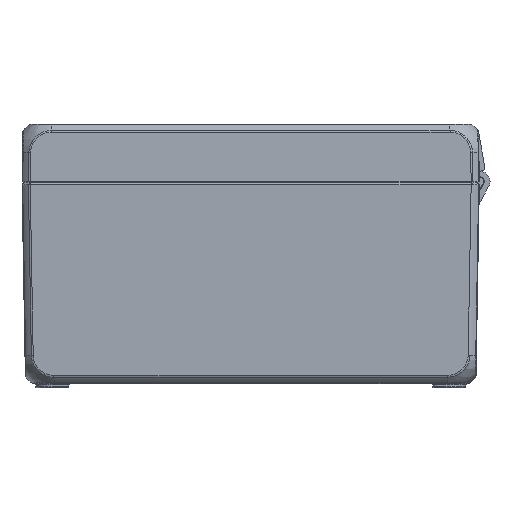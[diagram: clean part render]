
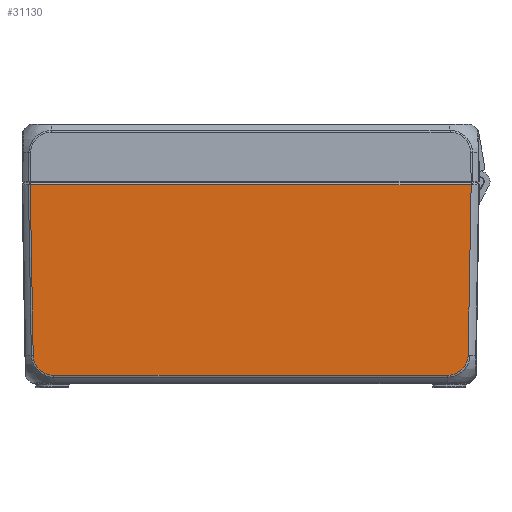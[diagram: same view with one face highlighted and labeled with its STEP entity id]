
A CAD part, front view. The second image highlights one B-rep face of the part: STEP entity #31130.
In plain terms, the highlighted planar face has unit normal (0, -1, -0.018).
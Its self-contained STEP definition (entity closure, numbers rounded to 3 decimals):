
#2422=B_SPLINE_CURVE_WITH_KNOTS('',3,(#78462,#78463,#78464,#78465,#78466,
#78467,#78468,#78469,#78470,#78471,#78472,#78473,#78474,#78475,#78476,#78477,
#78478,#78479,#78480,#78481,#78482,#78483,#78484,#78485,#78486,#78487,#78488,
#78489,#78490,#78491,#78492,#78493,#78494,#78495,#78496,#78497,#78498,#78499),
 .UNSPECIFIED.,.F.,.F.,(4,2,2,2,2,2,2,2,2,2,2,2,2,2,2,2,1,1,2,4),(0.,
0.046,0.059,0.073,0.075,
0.172,0.174,0.175,0.285,
0.422,0.481,0.658,0.801,
0.817,0.826,0.971,1.038,
1.072,1.105,1.107),.UNSPECIFIED.);
#2424=B_SPLINE_CURVE_WITH_KNOTS('',3,(#78701,#78702,#78703,#78704,#78705,
#78706,#78707,#78708,#78709,#78710,#78711,#78712,#78713,#78714,#78715,#78716,
#78717,#78718,#78719,#78720,#78721,#78722,#78723,#78724,#78725,#78726,#78727,
#78728,#78729,#78730,#78731,#78732,#78733,#78734,#78735,#78736,#78737,#78738,
#78739),.UNSPECIFIED.,.F.,.F.,(4,2,1,2,2,2,2,2,2,2,2,2,2,2,2,2,2,2,2,4),
(0.,0.002,0.033,0.065,
0.138,0.279,0.29,0.31,
0.452,0.526,0.629,0.689,
0.825,0.94,0.941,1.037,
1.042,1.053,1.067,1.112),
 .UNSPECIFIED.);
#3742=FACE_OUTER_BOUND('',#5663,.T.);
#5663=EDGE_LOOP('',(#22952,#22953,#22954,#22955,#22956,#22957));
#8672=LINE('',#61612,#10492);
#8903=LINE('',#78305,#10723);
#8906=LINE('',#78542,#10726);
#8907=LINE('',#78741,#10727);
#10492=VECTOR('',#38007,10.);
#10723=VECTOR('',#39278,10.);
#10726=VECTOR('',#39287,10.);
#10727=VECTOR('',#39292,10.);
#12667=VERTEX_POINT('',#61604);
#12669=VERTEX_POINT('',#61610);
#12983=VERTEX_POINT('',#78303);
#12985=VERTEX_POINT('',#78460);
#12986=VERTEX_POINT('',#78540);
#12987=VERTEX_POINT('',#78699);
#15865=EDGE_CURVE('',#12667,#12669,#8672,.T.);
#16507=EDGE_CURVE('',#12983,#12669,#8903,.T.);
#16510=EDGE_CURVE('',#12985,#12983,#2422,.T.);
#16514=EDGE_CURVE('',#12986,#12985,#8906,.T.);
#16516=EDGE_CURVE('',#12987,#12986,#2424,.T.);
#16517=EDGE_CURVE('',#12667,#12987,#8907,.T.);
#22952=ORIENTED_EDGE('',*,*,#16507,.F.);
#22953=ORIENTED_EDGE('',*,*,#16510,.F.);
#22954=ORIENTED_EDGE('',*,*,#16514,.F.);
#22955=ORIENTED_EDGE('',*,*,#16516,.F.);
#22956=ORIENTED_EDGE('',*,*,#16517,.F.);
#22957=ORIENTED_EDGE('',*,*,#15865,.T.);
#28238=PLANE('',#33888);
#31130=ADVANCED_FACE('',(#3742),#28238,.T.);
#33888=AXIS2_PLACEMENT_3D('',#78742,#39293,#39294);
#38007=DIRECTION('',(-1.,0.,0.));
#39278=DIRECTION('',(-0.017,-0.017,1.));
#39287=DIRECTION('',(-1.,0.,0.));
#39292=DIRECTION('',(-0.017,0.017,-1.));
#39293=DIRECTION('center_axis',(0.,-1.,-0.017));
#39294=DIRECTION('ref_axis',(-1.,0.,0.));
#61604=CARTESIAN_POINT('',(76.647,-64.,-0.8));
#61610=CARTESIAN_POINT('',(-76.647,-64.,-0.8));
#61612=CARTESIAN_POINT('',(31.,-64.,-0.8));
#78303=CARTESIAN_POINT('',(-75.611,-62.964,-60.126));
#78305=CARTESIAN_POINT('',(-76.64,-63.994,-1.161));
#78460=CARTESIAN_POINT('',(-68.447,-62.842,-67.153));
#78462=CARTESIAN_POINT('Ctrl Pts',(-68.447,-62.842,
-67.153));
#78463=CARTESIAN_POINT('Ctrl Pts',(-68.6,-62.842,
-67.153));
#78464=CARTESIAN_POINT('Ctrl Pts',(-68.754,-62.842,
-67.151));
#78465=CARTESIAN_POINT('Ctrl Pts',(-68.95,-62.842,
-67.139));
#78466=CARTESIAN_POINT('Ctrl Pts',(-68.994,-62.842,
-67.136));
#78467=CARTESIAN_POINT('Ctrl Pts',(-69.083,-62.842,
-67.128));
#78468=CARTESIAN_POINT('Ctrl Pts',(-69.129,-62.842,-67.124));
#78469=CARTESIAN_POINT('Ctrl Pts',(-69.183,-62.842,
-67.119));
#78470=CARTESIAN_POINT('Ctrl Pts',(-69.19,-62.842,
-67.118));
#78471=CARTESIAN_POINT('Ctrl Pts',(-69.519,-62.843,
-67.083));
#78472=CARTESIAN_POINT('Ctrl Pts',(-69.837,-62.844,
-67.027));
#78473=CARTESIAN_POINT('Ctrl Pts',(-70.156,-62.845,
-66.949));
#78474=CARTESIAN_POINT('Ctrl Pts',(-70.162,-62.845,
-66.947));
#78475=CARTESIAN_POINT('Ctrl Pts',(-70.172,-62.845,
-66.945));
#78476=CARTESIAN_POINT('Ctrl Pts',(-70.177,-62.845,-66.944));
#78477=CARTESIAN_POINT('Ctrl Pts',(-70.537,-62.847,
-66.853));
#78478=CARTESIAN_POINT('Ctrl Pts',(-70.886,-62.849,
-66.736));
#78479=CARTESIAN_POINT('Ctrl Pts',(-71.645,-62.855,
-66.415));
#78480=CARTESIAN_POINT('Ctrl Pts',(-72.052,-62.859,
-66.196));
#78481=CARTESIAN_POINT('Ctrl Pts',(-72.601,-62.865,-65.828));
#78482=CARTESIAN_POINT('Ctrl Pts',(-72.763,-62.867,
-65.71));
#78483=CARTESIAN_POINT('Ctrl Pts',(-73.383,-62.876,
-65.213));
#78484=CARTESIAN_POINT('Ctrl Pts',(-73.796,-62.883,-64.789));
#78485=CARTESIAN_POINT('Ctrl Pts',(-74.451,-62.898,-63.933));
#78486=CARTESIAN_POINT('Ctrl Pts',(-74.703,-62.905,-63.52));
#78487=CARTESIAN_POINT('Ctrl Pts',(-74.934,-62.914,-63.041));
#78488=CARTESIAN_POINT('Ctrl Pts',(-74.956,-62.914,
-62.991));
#78489=CARTESIAN_POINT('Ctrl Pts',(-74.991,-62.916,
-62.915));
#78490=CARTESIAN_POINT('Ctrl Pts',(-75.003,-62.916,
-62.887));
#78491=CARTESIAN_POINT('Ctrl Pts',(-75.209,-62.924,
-62.418));
#78492=CARTESIAN_POINT('Ctrl Pts',(-75.359,-62.933,-61.953));
#78493=CARTESIAN_POINT('Ctrl Pts',(-75.507,-62.945,-61.259));
#78494=CARTESIAN_POINT('Ctrl Pts',(-75.564,-62.95,
-60.926));
#78495=CARTESIAN_POINT('Ctrl Pts',(-75.605,-62.958,
-60.48));
#78496=CARTESIAN_POINT('Ctrl Pts',(-75.61,-62.962,
-60.256));
#78497=CARTESIAN_POINT('Ctrl Pts',(-75.612,-62.964,-60.138));
#78498=CARTESIAN_POINT('Ctrl Pts',(-75.612,-62.964,
-60.132));
#78499=CARTESIAN_POINT('Ctrl Pts',(-75.612,-62.964,-60.126));
#78540=CARTESIAN_POINT('',(68.446,-62.842,-67.153));
#78542=CARTESIAN_POINT('',(0.,-62.842,-67.153));
#78699=CARTESIAN_POINT('',(75.611,-62.964,-60.126));
#78701=CARTESIAN_POINT('Ctrl Pts',(75.611,-62.964,-60.126));
#78702=CARTESIAN_POINT('Ctrl Pts',(75.611,-62.964,-60.131));
#78703=CARTESIAN_POINT('Ctrl Pts',(75.611,-62.964,-60.137));
#78704=CARTESIAN_POINT('Ctrl Pts',(75.609,-62.962,-60.248));
#78705=CARTESIAN_POINT('Ctrl Pts',(75.603,-62.959,-60.458));
#78706=CARTESIAN_POINT('Ctrl Pts',(75.585,-62.955,-60.668));
#78707=CARTESIAN_POINT('Ctrl Pts',(75.549,-62.949,-61.014));
#78708=CARTESIAN_POINT('Ctrl Pts',(75.51,-62.945,-61.254));
#78709=CARTESIAN_POINT('Ctrl Pts',(75.36,-62.933,-61.953));
#78710=CARTESIAN_POINT('Ctrl Pts',(75.214,-62.925,-62.405));
#78711=CARTESIAN_POINT('Ctrl Pts',(75.011,-62.917,-62.87));
#78712=CARTESIAN_POINT('Ctrl Pts',(74.997,-62.916,-62.901));
#78713=CARTESIAN_POINT('Ctrl Pts',(74.955,-62.914,-62.995));
#78714=CARTESIAN_POINT('Ctrl Pts',(74.926,-62.913,-63.057));
#78715=CARTESIAN_POINT('Ctrl Pts',(74.688,-62.905,-63.544));
#78716=CARTESIAN_POINT('Ctrl Pts',(74.438,-62.898,-63.949));
#78717=CARTESIAN_POINT('Ctrl Pts',(74.003,-62.888,-64.519));
#78718=CARTESIAN_POINT('Ctrl Pts',(73.845,-62.885,-64.706));
#78719=CARTESIAN_POINT('Ctrl Pts',(73.441,-62.877,-65.135));
#78720=CARTESIAN_POINT('Ctrl Pts',(73.187,-62.873,-65.369));
#78721=CARTESIAN_POINT('Ctrl Pts',(72.761,-62.867,-65.711));
#78722=CARTESIAN_POINT('Ctrl Pts',(72.599,-62.865,-65.83));
#78723=CARTESIAN_POINT('Ctrl Pts',(72.055,-62.859,-66.195));
#78724=CARTESIAN_POINT('Ctrl Pts',(71.655,-62.855,-66.412));
#78725=CARTESIAN_POINT('Ctrl Pts',(70.887,-62.849,-66.736));
#78726=CARTESIAN_POINT('Ctrl Pts',(70.524,-62.847,-66.856));
#78727=CARTESIAN_POINT('Ctrl Pts',(70.149,-62.845,-66.949));
#78728=CARTESIAN_POINT('Ctrl Pts',(70.145,-62.845,-66.95));
#78729=CARTESIAN_POINT('Ctrl Pts',(69.831,-62.844,-67.026));
#78730=CARTESIAN_POINT('Ctrl Pts',(69.517,-62.843,-67.082));
#78731=CARTESIAN_POINT('Ctrl Pts',(69.181,-62.842,-67.118));
#78732=CARTESIAN_POINT('Ctrl Pts',(69.163,-62.842,-67.12));
#78733=CARTESIAN_POINT('Ctrl Pts',(69.107,-62.842,-67.125));
#78734=CARTESIAN_POINT('Ctrl Pts',(69.07,-62.842,-67.129));
#78735=CARTESIAN_POINT('Ctrl Pts',(68.989,-62.842,-67.135));
#78736=CARTESIAN_POINT('Ctrl Pts',(68.944,-62.842,-67.139));
#78737=CARTESIAN_POINT('Ctrl Pts',(68.748,-62.842,-67.151));
#78738=CARTESIAN_POINT('Ctrl Pts',(68.597,-62.842,-67.153));
#78739=CARTESIAN_POINT('Ctrl Pts',(68.446,-62.842,-67.153));
#78741=CARTESIAN_POINT('',(76.64,-63.994,-1.161));
#78742=CARTESIAN_POINT('Origin',(62.,-64.014,0.));
